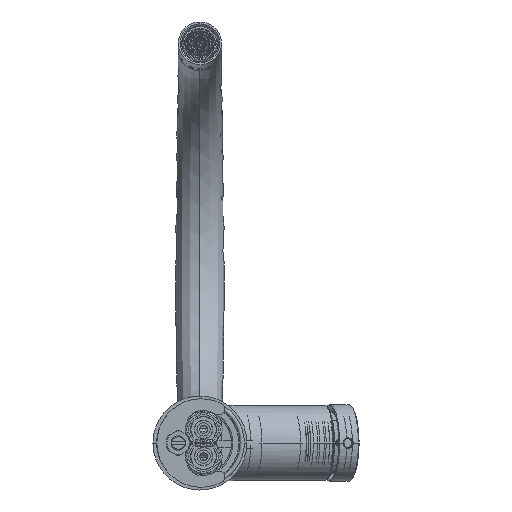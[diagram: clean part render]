
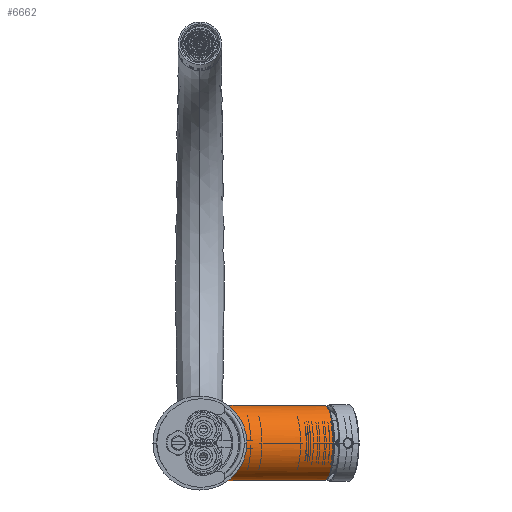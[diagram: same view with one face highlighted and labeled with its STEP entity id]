
A CAD part, front view. The second image highlights one B-rep face of the part: STEP entity #6662.
In plain terms, the highlighted cylindrical face has radius 21 mm (diameter 42 mm), a partial arc.
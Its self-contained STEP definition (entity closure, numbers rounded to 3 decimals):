
#4746=CIRCLE('',#35934,21.);
#6662=ADVANCED_FACE('',(#9205),#8030,.T.);
#8030=CYLINDRICAL_SURFACE('',#35935,21.);
#9205=FACE_OUTER_BOUND('',#11036,.T.);
#11036=EDGE_LOOP('',(#20581,#20582,#20583,#20584,#20585));
#13033=LINE('',#60975,#15038);
#13034=LINE('',#60980,#15039);
#15038=VECTOR('',#42177,1.);
#15039=VECTOR('',#42180,1.);
#20581=ORIENTED_EDGE('',*,*,#30768,.F.);
#20582=ORIENTED_EDGE('',*,*,#30899,.T.);
#20583=ORIENTED_EDGE('',*,*,#30766,.T.);
#20584=ORIENTED_EDGE('',*,*,#30900,.T.);
#20585=ORIENTED_EDGE('',*,*,#30901,.T.);
#26999=VERTEX_POINT('',#60875);
#27001=VERTEX_POINT('',#60976);
#27002=VERTEX_POINT('',#60977);
#27003=VERTEX_POINT('',#60979);
#27090=VERTEX_POINT('',#61421);
#30766=EDGE_CURVE('',#27001,#27002,#13033,.T.);
#30768=EDGE_CURVE('',#27003,#26999,#13034,.T.);
#30899=EDGE_CURVE('',#27003,#27001,#4746,.T.);
#30900=EDGE_CURVE('',#27002,#27090,#33742,.T.);
#30901=EDGE_CURVE('',#27090,#26999,#33743,.T.);
#33742=B_SPLINE_CURVE_WITH_KNOTS('',3,(#61389,#61390,#61391,#61392,#61393,
#61394,#61395,#61396,#61397,#61398,#61399,#61400,#61401,#61402,#61403,#61404,
#61405,#61406,#61407,#61408,#61409,#61410,#61411,#61412,#61413,#61414,#61415,
#61416,#61417,#61418,#61419,#61420),.UNSPECIFIED.,.F.,.F.,(4,2,2,2,2,2,
2,2,2,2,2,2,2,2,2,4),(0.,0.063,0.094,0.109,
0.117,0.125,0.188,0.219,0.25,0.375,0.437,0.5,
0.625,0.687,0.75,1.),.UNSPECIFIED.);
#33743=B_SPLINE_CURVE_WITH_KNOTS('',3,(#61422,#61423,#61424,#61425,#61426,
#61427,#61428,#61429,#61430,#61431,#61432,#61433,#61434,#61435,#61436,#61437,
#61438,#61439,#61440,#61441,#61442,#61443,#61444,#61445,#61446,#61447,#61448,
#61449,#61450,#61451,#61452,#61453,#61454),.UNSPECIFIED.,.F.,.F.,(4,2,2,
2,2,2,2,2,2,2,2,2,2,1,2,2,4),(0.,0.125,0.188,0.25,
0.375,0.438,0.5,0.625,
0.688,0.719,0.75,0.813,
0.844,0.859,0.867,0.875,
1.),.UNSPECIFIED.);
#35934=AXIS2_PLACEMENT_3D('',#61388,#42460,#42461);
#35935=AXIS2_PLACEMENT_3D('',#61455,#42462,#42463);
#42177=DIRECTION('',(-0.966,-0.259,0.));
#42180=DIRECTION('',(-0.966,-0.259,0.));
#42460=DIRECTION('',(-0.966,-0.259,0.));
#42461=DIRECTION('',(-0.259,0.966,0.));
#42462=DIRECTION('',(0.966,0.259,0.));
#42463=DIRECTION('',(0.,0.,1.));
#60875=CARTESIAN_POINT('',(0.,98.886,-21.));
#60975=CARTESIAN_POINT('',(69.565,117.526,21.));
#60976=CARTESIAN_POINT('',(68.792,117.319,21.));
#60977=CARTESIAN_POINT('',(0.,98.886,21.));
#60979=CARTESIAN_POINT('',(68.792,117.319,-21.));
#60980=CARTESIAN_POINT('',(69.565,117.526,-21.));
#61388=CARTESIAN_POINT('',(68.792,117.319,0.));
#61389=CARTESIAN_POINT('',(0.,98.886,21.));
#61390=CARTESIAN_POINT('',(1.285,98.1,21.));
#61391=CARTESIAN_POINT('',(2.411,97.409,20.916));
#61392=CARTESIAN_POINT('',(3.861,96.521,20.746));
#61393=CARTESIAN_POINT('',(4.305,96.25,20.682));
#61394=CARTESIAN_POINT('',(4.91,95.88,20.582));
#61395=CARTESIAN_POINT('',(5.102,95.763,20.548));
#61396=CARTESIAN_POINT('',(5.375,95.596,20.497));
#61397=CARTESIAN_POINT('',(5.463,95.542,20.48));
#61398=CARTESIAN_POINT('',(5.635,95.437,20.447));
#61399=CARTESIAN_POINT('',(5.672,95.415,20.439));
#61400=CARTESIAN_POINT('',(6.819,94.713,20.204));
#61401=CARTESIAN_POINT('',(7.772,94.129,19.95));
#61402=CARTESIAN_POINT('',(9.101,93.315,19.527));
#61403=CARTESIAN_POINT('',(9.527,93.055,19.379));
#61404=CARTESIAN_POINT('',(10.347,92.553,19.073));
#61405=CARTESIAN_POINT('',(10.696,92.34,18.934));
#61406=CARTESIAN_POINT('',(12.797,91.054,18.034));
#61407=CARTESIAN_POINT('',(14.271,90.152,17.204));
#61408=CARTESIAN_POINT('',(16.265,88.931,15.823));
#61409=CARTESIAN_POINT('',(16.891,88.548,15.341));
#61410=CARTESIAN_POINT('',(18.063,87.831,14.344));
#61411=CARTESIAN_POINT('',(18.632,87.483,13.806));
#61412=CARTESIAN_POINT('',(20.089,86.591,12.293));
#61413=CARTESIAN_POINT('',(20.933,86.073,11.223));
#61414=CARTESIAN_POINT('',(22.006,85.417,9.564));
#61415=CARTESIAN_POINT('',(22.332,85.218,9.002));
#61416=CARTESIAN_POINT('',(22.918,84.859,7.866));
#61417=CARTESIAN_POINT('',(23.193,84.691,7.258));
#61418=CARTESIAN_POINT('',(24.273,84.03,4.537));
#61419=CARTESIAN_POINT('',(24.706,83.765,2.258));
#61420=CARTESIAN_POINT('',(24.706,83.765,0.));
#61421=CARTESIAN_POINT('',(24.706,83.765,0.));
#61422=CARTESIAN_POINT('',(24.706,83.765,0.));
#61423=CARTESIAN_POINT('',(24.706,83.765,-1.129));
#61424=CARTESIAN_POINT('',(24.598,83.831,-2.264));
#61425=CARTESIAN_POINT('',(24.274,84.029,-3.95));
#61426=CARTESIAN_POINT('',(24.138,84.112,-4.509));
#61427=CARTESIAN_POINT('',(23.814,84.311,-5.62));
#61428=CARTESIAN_POINT('',(23.638,84.419,-6.137));
#61429=CARTESIAN_POINT('',(22.95,84.84,-7.87));
#61430=CARTESIAN_POINT('',(22.363,85.198,-9.012));
#61431=CARTESIAN_POINT('',(21.29,85.855,-10.671));
#61432=CARTESIAN_POINT('',(20.901,86.093,-11.215));
#61433=CARTESIAN_POINT('',(20.057,86.61,-12.278));
#61434=CARTESIAN_POINT('',(19.624,86.875,-12.776));
#61435=CARTESIAN_POINT('',(18.102,87.807,-14.356));
#61436=CARTESIAN_POINT('',(16.909,88.537,-15.378));
#61437=CARTESIAN_POINT('',(14.946,89.739,-16.737));
#61438=CARTESIAN_POINT('',(14.245,90.167,-17.174));
#61439=CARTESIAN_POINT('',(13.124,90.853,-17.796));
#61440=CARTESIAN_POINT('',(12.739,91.089,-17.997));
#61441=CARTESIAN_POINT('',(11.945,91.575,-18.387));
#61442=CARTESIAN_POINT('',(11.492,91.852,-18.593));
#61443=CARTESIAN_POINT('',(10.363,92.544,-19.077));
#61444=CARTESIAN_POINT('',(9.544,93.044,-19.386));
#61445=CARTESIAN_POINT('',(8.215,93.858,-19.809));
#61446=CARTESIAN_POINT('',(7.755,94.139,-19.943));
#61447=CARTESIAN_POINT('',(7.04,94.577,-20.13));
#61448=CARTESIAN_POINT('',(6.677,94.799,-20.221));
#61449=CARTESIAN_POINT('',(6.304,95.028,-20.305));
#61450=CARTESIAN_POINT('',(6.053,95.181,-20.36));
#61451=CARTESIAN_POINT('',(5.88,95.287,-20.397));
#61452=CARTESIAN_POINT('',(4.503,96.13,-20.679));
#61453=CARTESIAN_POINT('',(2.57,97.314,-21.));
#61454=CARTESIAN_POINT('',(0.,98.886,-21.));
#61455=CARTESIAN_POINT('',(69.565,117.526,0.));
